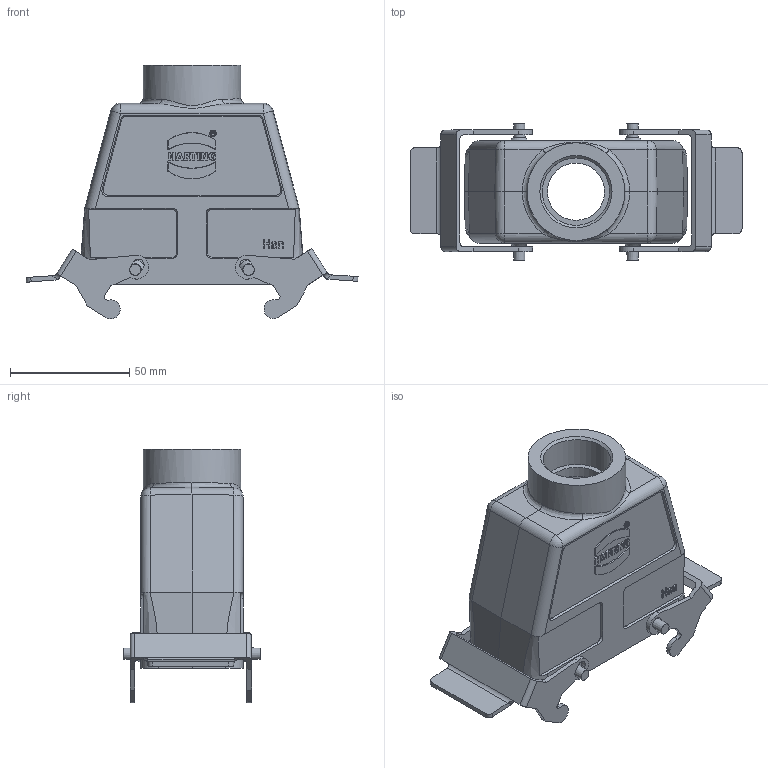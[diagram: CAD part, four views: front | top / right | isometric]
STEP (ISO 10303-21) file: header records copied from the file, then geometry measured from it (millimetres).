
FILE_DESCRIPTION((''),'2;1');
FILE_NAME('04300160430.stp','2020-07-07T14:34:58',('e.eickhoff'),(''),'Autodesk Inventor 2012','Autodesk Inventor 2012','');
FILE_SCHEMA(('AUTOMOTIVE_DESIGN { 1 0 10303 214 1 1 1 1 }'));
Length unit declared in the file: millimetre
Products named in the file (3): 04300160430; Metallbügel Quer
Assembly tree (3 placements, depth 2):
  04300160430
    04300160430
    Metallbügel Quer  x2
Bounding box: 139.25 x 57.2 x 106.42 mm (x, y, z)
Volume: 84678.1 mm3; surface area: 54776.5 mm2
Topology: 3 solids, 3 shells, 453 faces, 1179 edges, 759 vertices
Faces by surface type: plane 255, cylinder 109, bspline 56, cone 25, sphere 8
Full cylindrical faces by diameter (mm): 3 x4, 24 x1, 28.3 x1, 41 x1
Entity records: 13392 total; most frequent: CARTESIAN_POINT 3675, ORIENTED_EDGE 2014, DIRECTION 1862, EDGE_CURVE 1007, VERTEX_POINT 660, VECTOR 650, LINE 650, AXIS2_PLACEMENT_3D 606
